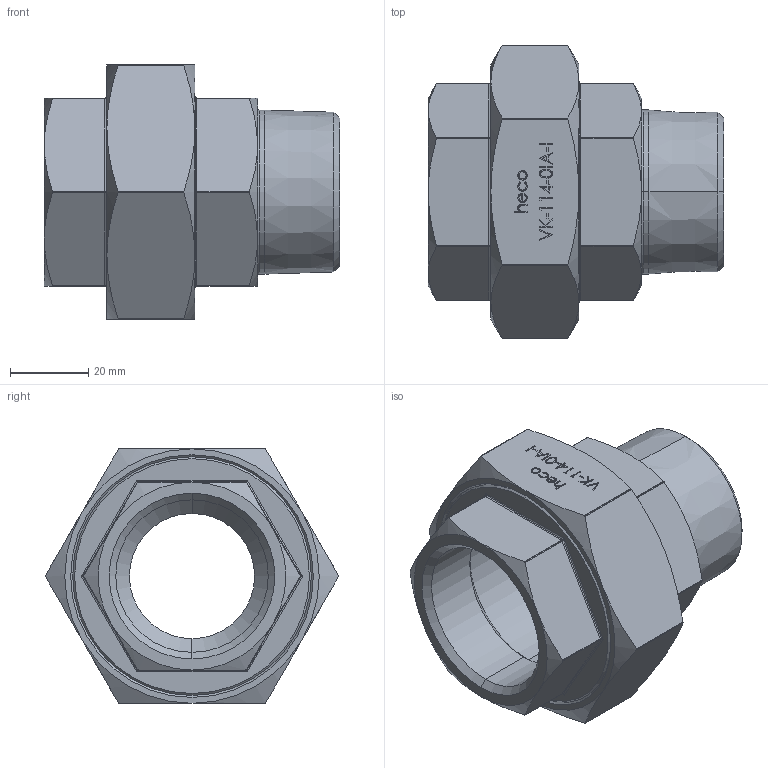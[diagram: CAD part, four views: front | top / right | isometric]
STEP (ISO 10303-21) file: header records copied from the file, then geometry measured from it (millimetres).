
FILE_DESCRIPTION (( 'STEP AP214' ), '1' );
FILE_NAME ('heco_VK-114-0IA-I.STEP', '2016-09-21T15:18:17', ( '' ), ( '' ), 'SwSTEP 2.0', 'SolidWorks 2016', '' );
FILE_SCHEMA (( 'AUTOMOTIVE_DESIGN' ));
Length unit declared in the file: millimetre
Products named in the file (1): heco_VK-114-0IA-I
Bounding box: 75.5 x 74.96 x 65.05 mm (x, y, z)
Volume: 84782.4 mm3; surface area: 27197.9 mm2
Topology: 1 solids, 1 shells, 309 faces, 769 edges, 478 vertices
Faces by surface type: plane 135, cylinder 74, bspline 56, cone 40, torus 4
Entity records: 13340 total; most frequent: CARTESIAN_POINT 5069, ORIENTED_EDGE 1514, DIRECTION 1085, EDGE_CURVE 757, VERTEX_POINT 478, LINE 425, VECTOR 425, EDGE_LOOP 339
